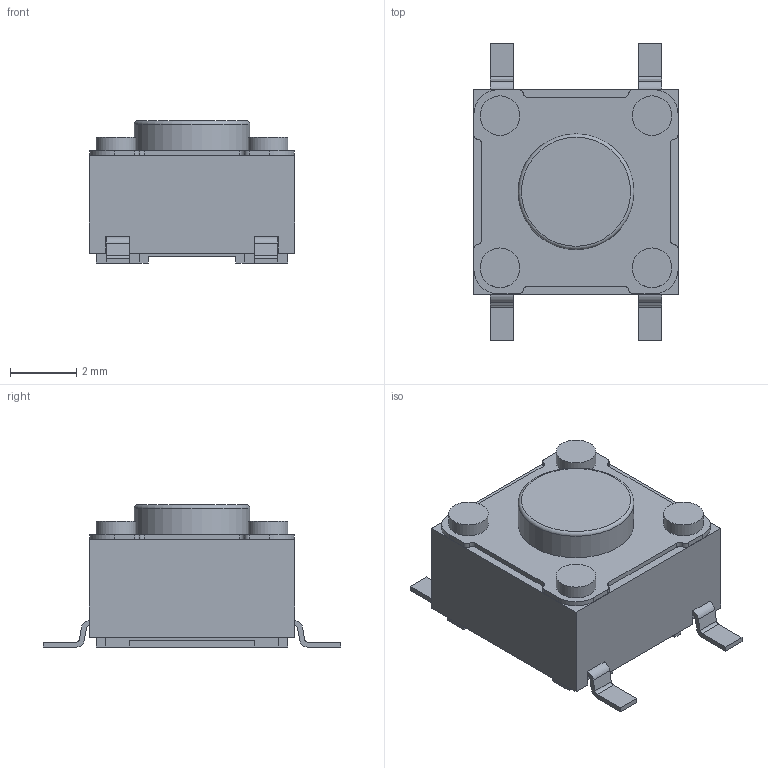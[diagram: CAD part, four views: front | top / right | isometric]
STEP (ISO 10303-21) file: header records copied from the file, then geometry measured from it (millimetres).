
FILE_DESCRIPTION(('FreeCAD Model'),'2;1');
FILE_NAME('MicroswitchSmd_4.3_N.step','2018-02-26T21:08:01',('kicad StepUp'),( 'ksu MCAD'),'Open CASCADE STEP processor 6.8','FreeCAD','Unknown');
FILE_SCHEMA(('AUTOMOTIVE_DESIGN_CC2 { 1 2 10303 214 -1 1 5 4 }'));
Length unit declared in the file: millimetre
Products named in the file (1): MicroswitchSmd_4.3_N
Bounding box: 6.2 x 9 x 4.3 mm (x, y, z)
Volume: 134 mm3; surface area: 192.8 mm2
Topology: 1 solids, 1 shells, 143 faces, 397 edges, 263 vertices
Faces by surface type: plane 101, cylinder 41, torus 1
Full cylindrical faces by diameter (mm): 1.2 x4, 3.5 x1
Entity records: 5571 total; most frequent: CARTESIAN_POINT 814, ORIENTED_EDGE 794, DIRECTION 766, EDGE_CURVE 397, LINE 304, VECTOR 304, VERTEX_POINT 263, AXIS2_PLACEMENT_3D 231
